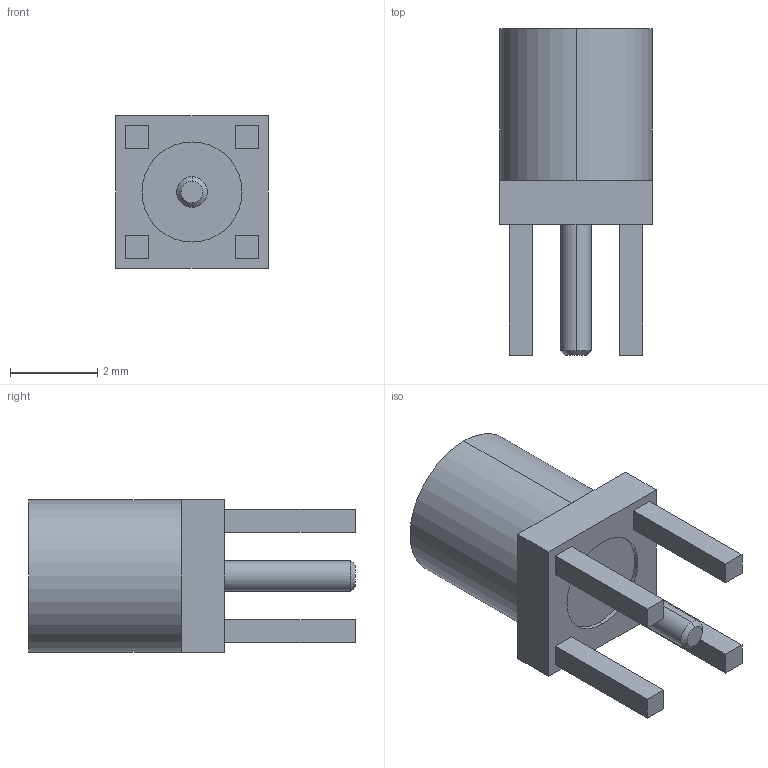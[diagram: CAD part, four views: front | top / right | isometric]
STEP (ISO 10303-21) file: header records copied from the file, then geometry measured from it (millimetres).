
FILE_DESCRIPTION (( 'STEP AP214' ), '1' );
FILE_NAME ('PCB.MMCXFSTJ.HT_Web .STEP', '2022-03-21T16:09:00', ( '' ), ( '' ), 'SwSTEP 2.0', 'SolidWorks 2018', '' );
FILE_SCHEMA (( 'AUTOMOTIVE_DESIGN' ));
Length unit declared in the file: millimetre
Products named in the file (1): PCB.MMCXFSTJ.HT_Web 
Bounding box: 3.5 x 7.5 x 3.5 mm (x, y, z)
Volume: 36.3 mm3; surface area: 135.4 mm2
Topology: 1 solids, 1 shells, 56 faces, 120 edges, 76 vertices
Faces by surface type: plane 36, cylinder 14, cone 6
Entity records: 2154 total; most frequent: DIRECTION 270, CARTESIAN_POINT 253, ORIENTED_EDGE 240, EDGE_CURVE 120, AXIS2_PLACEMENT_3D 93, VECTOR 84, LINE 84, VERTEX_POINT 76
